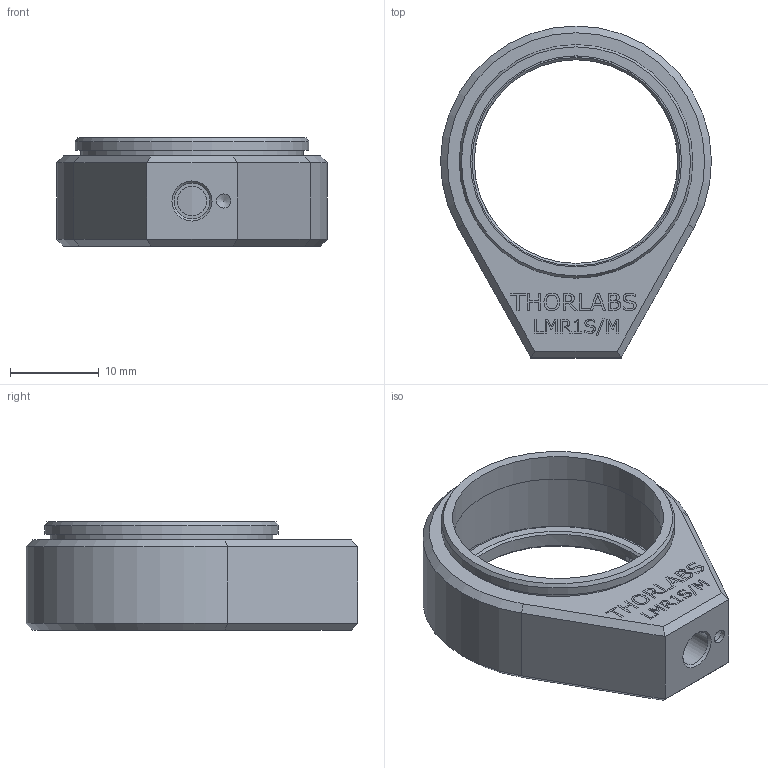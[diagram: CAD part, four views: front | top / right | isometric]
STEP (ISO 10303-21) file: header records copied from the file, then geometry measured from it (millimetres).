
FILE_DESCRIPTION(/* description */ (''),/* implementation_level */ '2;1');
FILE_NAME(/* name */ 'Lens - Achromatic Doublet Holder (LMR1S_M).step',/* time_stamp */ '2024-06-17T21:19:18-04:00',/* author */ (''),/* organization */ (''),/* preprocessor_version */ 'ST-DEVELOPER v20',/* originating_system */ 'Autodesk Translation Framework v12.20.1.177',/* authorisation */ '');
FILE_SCHEMA (('AUTOMOTIVE_DESIGN { 1 0 10303 214 3 1 1 }'));
Length unit declared in the file: inch
Products named in the file (1): Lens - Achromatic Doublet Holder (LMR1S_M)
Bounding box: 30.48 x 37.34 x 12.19 mm (x, y, z)
Volume: 3483.2 mm3; surface area: 3627.8 mm2
Topology: 2 solids, 2 shells, 270 faces, 713 edges, 471 vertices
Faces by surface type: plane 172, bspline 72, cone 15, cylinder 10, torus 1
Full cylindrical faces by diameter (mm): 1.587 x1, 3.3 x1, 4 x1, 22.911 x1, 23.749 x1, 25.019 x1, 26.162 x1, 26.289 x2
Entity records: 11546 total; most frequent: CARTESIAN_POINT 5005, ORIENTED_EDGE 1422, DIRECTION 1003, EDGE_CURVE 711, LINE 513, VECTOR 513, VERTEX_POINT 471, EDGE_LOOP 300
